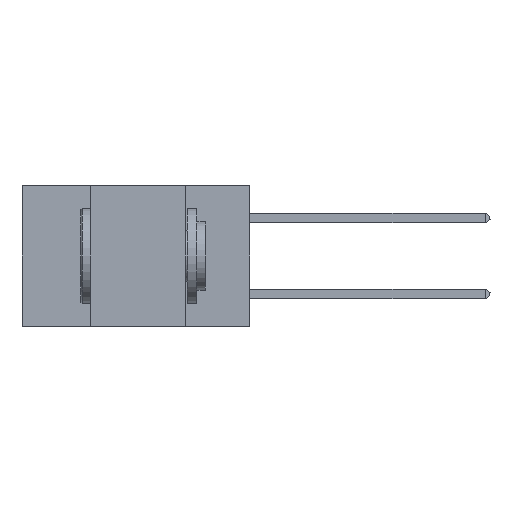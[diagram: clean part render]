
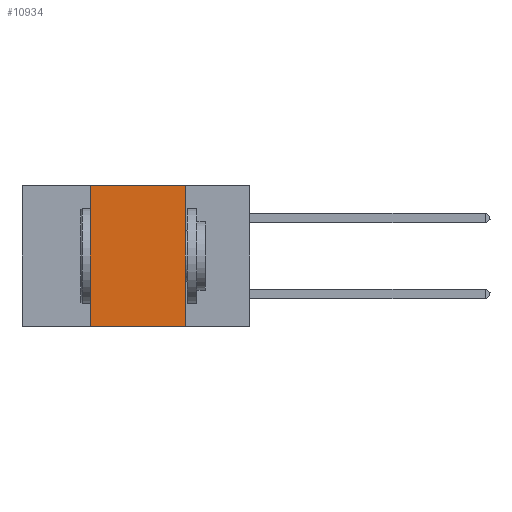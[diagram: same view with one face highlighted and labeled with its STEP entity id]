
A CAD part, left-side view. The second image highlights one B-rep face of the part: STEP entity #10934.
In plain terms, the highlighted planar face has unit normal (-1, 0, 0).
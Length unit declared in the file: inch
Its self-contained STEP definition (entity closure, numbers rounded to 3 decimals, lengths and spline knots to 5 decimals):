
#1682 = VERTEX_POINT ( 'NONE', #19439 ) ;
#1729 = FACE_OUTER_BOUND ( 'NONE', #9517, .T. ) ;
#2625 = VECTOR ( 'NONE', #14422, 39.37008 ) ;
#2683 = PLANE ( 'NONE',  #19111 ) ;
#2749 = LINE ( 'NONE', #6770, #17153 ) ;
#3153 = CARTESIAN_POINT ( 'NONE',  ( 0., 0.17, 0. ) ) ;
#4919 = DIRECTION ( 'NONE',  ( 0., 0., -1. ) ) ;
#5033 = CARTESIAN_POINT ( 'NONE',  ( 0., 0.42, 0. ) ) ;
#6255 = LINE ( 'NONE', #18003, #10126 ) ;
#6557 = DIRECTION ( 'NONE',  ( 0., 0., -1. ) ) ;
#6770 = CARTESIAN_POINT ( 'NONE',  ( 0., 0.17, 0. ) ) ;
#7268 = EDGE_CURVE ( 'NONE', #19627, #16361, #9701, .T. ) ;
#9517 = EDGE_LOOP ( 'NONE', ( #12518, #17403, #22110, #14248 ) ) ;
#9701 = LINE ( 'NONE', #18303, #18332 ) ;
#10126 = VECTOR ( 'NONE', #23435, 39.37008 ) ;
#10934 = ADVANCED_FACE ( 'NONE', ( #1729 ), #2683, .F. ) ;
#11071 = EDGE_CURVE ( 'NONE', #19627, #1682, #22306, .T. ) ;
#12518 = ORIENTED_EDGE ( 'NONE', *, *, #20813, .F. ) ;
#14248 = ORIENTED_EDGE ( 'NONE', *, *, #7268, .T. ) ;
#14342 = EDGE_CURVE ( 'NONE', #1682, #22678, #6255, .T. ) ;
#14422 = DIRECTION ( 'NONE',  ( 0., 0., 1. ) ) ;
#15878 = CARTESIAN_POINT ( 'NONE',  ( 0., 0.6, 0. ) ) ;
#16361 = VERTEX_POINT ( 'NONE', #22169 ) ;
#16396 = CARTESIAN_POINT ( 'NONE',  ( 0., 0.42, -0.37 ) ) ;
#17153 = VECTOR ( 'NONE', #4919, 39.37008 ) ;
#17403 = ORIENTED_EDGE ( 'NONE', *, *, #14342, .F. ) ;
#17697 = DIRECTION ( 'NONE',  ( 1., 0., 0. ) ) ;
#18003 = CARTESIAN_POINT ( 'NONE',  ( 0., 0.6, 0. ) ) ;
#18303 = CARTESIAN_POINT ( 'NONE',  ( 0., 0.6, -0.37 ) ) ;
#18332 = VECTOR ( 'NONE', #21792, 39.37008 ) ;
#19111 = AXIS2_PLACEMENT_3D ( 'NONE', #15878, #17697, #6557 ) ;
#19439 = CARTESIAN_POINT ( 'NONE',  ( 0., 0.42, 0. ) ) ;
#19627 = VERTEX_POINT ( 'NONE', #16396 ) ;
#20813 = EDGE_CURVE ( 'NONE', #22678, #16361, #2749, .T. ) ;
#21792 = DIRECTION ( 'NONE',  ( 0., -1., 0. ) ) ;
#22110 = ORIENTED_EDGE ( 'NONE', *, *, #11071, .F. ) ;
#22169 = CARTESIAN_POINT ( 'NONE',  ( 0., 0.17, -0.37 ) ) ;
#22306 = LINE ( 'NONE', #5033, #2625 ) ;
#22678 = VERTEX_POINT ( 'NONE', #3153 ) ;
#23435 = DIRECTION ( 'NONE',  ( 0., -1., 0. ) ) ;
